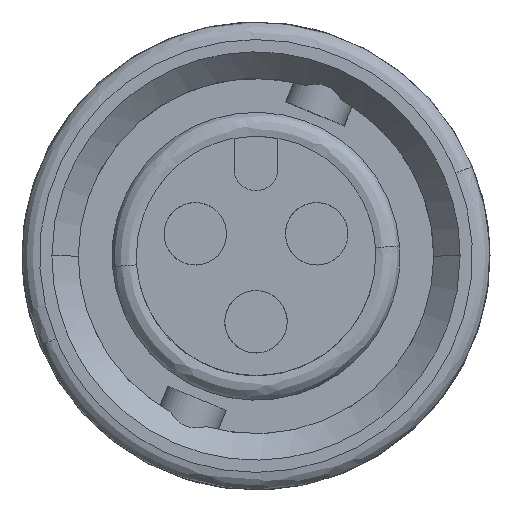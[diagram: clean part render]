
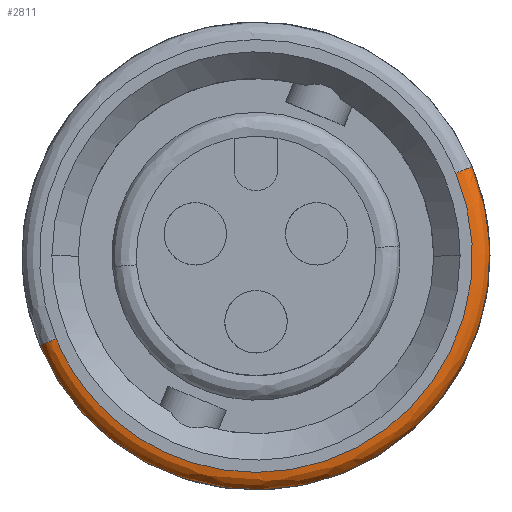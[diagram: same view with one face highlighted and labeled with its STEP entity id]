
A CAD part, top view. The second image highlights one B-rep face of the part: STEP entity #2811.
In plain terms, the highlighted free-form (B-spline) face has degree [3, 3] with [4, 4] control points.
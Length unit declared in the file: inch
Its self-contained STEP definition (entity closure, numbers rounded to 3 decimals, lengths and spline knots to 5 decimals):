
#24 = CARTESIAN_POINT ( 'NONE',  ( 0.22725, 0.09413, 0.765 ) ) ;
#40 = CARTESIAN_POINT ( 'NONE',  ( -0.22725, -0.09413, 0.785 ) ) ;
#232 = CARTESIAN_POINT ( 'NONE',  ( -0.04085, -0.57476, 0.785 ) ) ;
#576 = EDGE_CURVE ( 'NONE', #9399, #11836, #6926, .T. ) ;
#623 = DIRECTION ( 'NONE',  ( 0.383, -0.924, 0. ) ) ;
#963 = DIRECTION ( 'NONE',  ( 0.924, 0.383, 0. ) ) ;
#979 = CARTESIAN_POINT ( 'NONE',  ( 0.23807, 0.09861, 0.785 ) ) ;
#1163 = ORIENTED_EDGE ( 'NONE', *, *, #9749, .F. ) ;
#1527 = ORIENTED_EDGE ( 'NONE', *, *, #6748, .T. ) ;
#1613 = ORIENTED_EDGE ( 'NONE', *, *, #4447, .T. ) ;
#2039 = DIRECTION ( 'NONE',  ( -0.924, -0.383, 0. ) ) ;
#2316 = CARTESIAN_POINT ( 'NONE',  ( 0.22725, 0.09413, 0.785 ) ) ;
#2500 = CARTESIAN_POINT ( 'NONE',  ( 0.4493, -0.38967, 0.765 ) ) ;
#2755 = CIRCLE ( 'NONE', #4754, 0.02 ) ;
#2811 = ADVANCED_FACE ( 'NONE', ( #10135 ), #8589, .T. ) ;
#2844 = CARTESIAN_POINT ( 'NONE',  ( -0.04216, -0.59324, 0.77672 ) ) ;
#2973 = CARTESIAN_POINT ( 'NONE',  ( 0., 0., 0.765 ) ) ;
#3008 = CARTESIAN_POINT ( 'NONE',  ( 0.41551, -0.36037, 0.785 ) ) ;
#3440 = CARTESIAN_POINT ( 'NONE',  ( -0.24573, -0.10178, 0.77672 ) ) ;
#3751 = CARTESIAN_POINT ( 'NONE',  ( -0.03899, -0.54863, 0.785 ) ) ;
#4447 = EDGE_CURVE ( 'NONE', #11469, #9399, #2755, .T. ) ;
#4662 = AXIS2_PLACEMENT_3D ( 'NONE', #24, #6551, #963 ) ;
#4754 = AXIS2_PLACEMENT_3D ( 'NONE', #6213, #623, #7161 ) ;
#4844 = CARTESIAN_POINT ( 'NONE',  ( -0.24573, -0.10178, 0.765 ) ) ;
#4991 = CARTESIAN_POINT ( 'NONE',  ( 0.24573, 0.10178, 0.765 ) ) ;
#5372 = AXIS2_PLACEMENT_3D ( 'NONE', #2973, #8565, #2039 ) ;
#5571 = CARTESIAN_POINT ( 'NONE',  ( 0.24573, 0.10178, 0.765 ) ) ;
#5778 = CARTESIAN_POINT ( 'NONE',  ( -0.24573, -0.10178, 0.765 ) ) ;
#5820 = CARTESIAN_POINT ( 'NONE',  ( -0.22725, -0.09413, 0.785 ) ) ;
#5821 = CARTESIAN_POINT ( 'NONE',  ( 0.22725, 0.09413, 0.785 ) ) ;
#6213 = CARTESIAN_POINT ( 'NONE',  ( -0.22725, -0.09413, 0.765 ) ) ;
#6551 = DIRECTION ( 'NONE',  ( -0.383, 0.924, 0. ) ) ;
#6669 = CIRCLE ( 'NONE', #4662, 0.02 ) ;
#6748 = EDGE_CURVE ( 'NONE', #10801, #11469, #9485, .T. ) ;
#6845 = ORIENTED_EDGE ( 'NONE', *, *, #576, .T. ) ;
#6849 = CARTESIAN_POINT ( 'NONE',  ( -0.22725, -0.09413, 0.785 ) ) ;
#6926 = CIRCLE ( 'NONE', #5372, 0.26597 ) ;
#7161 = DIRECTION ( 'NONE',  ( -0.924, -0.383, 0. ) ) ;
#8253 = CARTESIAN_POINT ( 'NONE',  ( -0.23807, -0.09861, 0.785 ) ) ;
#8443 = CARTESIAN_POINT ( 'NONE',  ( 0.4493, -0.38967, 0.77672 ) ) ;
#8565 = DIRECTION ( 'NONE',  ( 0., 0., 1. ) ) ;
#8589 =( BOUNDED_SURFACE ( )  B_SPLINE_SURFACE ( 3, 3, ( 
 ( #40, #3751, #10451, #5821 ),
 ( #8253, #232, #11440, #979 ),
 ( #3440, #2844, #8443, #11237 ),
 ( #5778, #10488, #2500, #4991 ) ),
 .UNSPECIFIED., .F., .F., .T. ) 
 B_SPLINE_SURFACE_WITH_KNOTS ( ( 4, 4 ),
 ( 4, 4 ),
 ( 0., 1. ),
 ( 0., 1. ),
 .UNSPECIFIED. ) 
 GEOMETRIC_REPRESENTATION_ITEM ( )  RATIONAL_B_SPLINE_SURFACE ( (
 ( 1., 0.333, 0.333, 1.),
 ( 0.805, 0.268, 0.268, 0.805),
 ( 0.805, 0.268, 0.268, 0.805),
 ( 1., 0.333, 0.333, 1.) ) ) 
 REPRESENTATION_ITEM ( '' )  SURFACE ( )  );
#8728 = EDGE_LOOP ( 'NONE', ( #1163, #1527, #1613, #6845 ) ) ;
#9399 = VERTEX_POINT ( 'NONE', #4844 ) ;
#9485 =( BOUNDED_CURVE ( )  B_SPLINE_CURVE ( 3, ( #9546, #3008, #11439, #5820 ),
 .UNSPECIFIED., .F., .T. ) 
 B_SPLINE_CURVE_WITH_KNOTS ( ( 4, 4 ),
 ( 0., 1. ),
 .UNSPECIFIED. ) 
 CURVE ( )  GEOMETRIC_REPRESENTATION_ITEM ( )  RATIONAL_B_SPLINE_CURVE ( ( 1., 0.333, 0.333, 1. ) ) 
 REPRESENTATION_ITEM ( '' )  );
#9546 = CARTESIAN_POINT ( 'NONE',  ( 0.22725, 0.09413, 0.785 ) ) ;
#9749 = EDGE_CURVE ( 'NONE', #10801, #11836, #6669, .T. ) ;
#10135 = FACE_OUTER_BOUND ( 'NONE', #8728, .T. ) ;
#10451 = CARTESIAN_POINT ( 'NONE',  ( 0.41551, -0.36037, 0.785 ) ) ;
#10488 = CARTESIAN_POINT ( 'NONE',  ( -0.04216, -0.59324, 0.765 ) ) ;
#10801 = VERTEX_POINT ( 'NONE', #2316 ) ;
#11237 = CARTESIAN_POINT ( 'NONE',  ( 0.24573, 0.10178, 0.77672 ) ) ;
#11439 = CARTESIAN_POINT ( 'NONE',  ( -0.03899, -0.54863, 0.785 ) ) ;
#11440 = CARTESIAN_POINT ( 'NONE',  ( 0.4353, -0.37753, 0.785 ) ) ;
#11469 = VERTEX_POINT ( 'NONE', #6849 ) ;
#11836 = VERTEX_POINT ( 'NONE', #5571 ) ;
